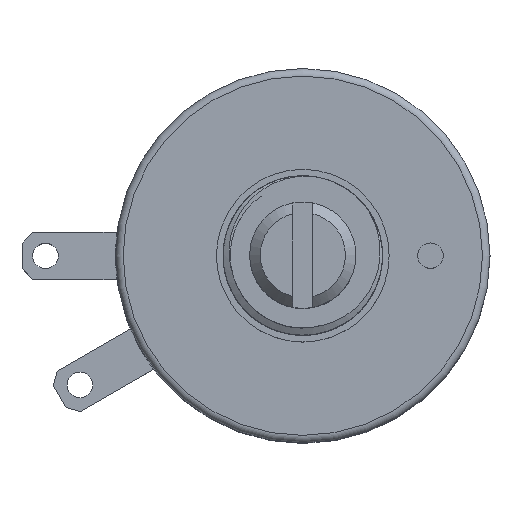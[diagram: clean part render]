
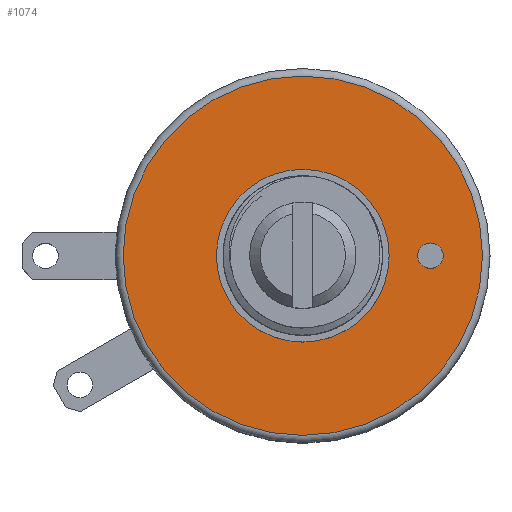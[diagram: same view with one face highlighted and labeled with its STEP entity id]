
A CAD part, top view. The second image highlights one B-rep face of the part: STEP entity #1074.
In plain terms, the highlighted planar face has unit normal (0, 0, 1).
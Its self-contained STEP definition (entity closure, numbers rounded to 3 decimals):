
#62=CIRCLE('',#1149,5.156);
#63=CIRCLE('',#1151,10.726);
#64=CIRCLE('',#1152,0.762);
#197=ORIENTED_EDGE('',*,*,#349,.T.);
#198=ORIENTED_EDGE('',*,*,#350,.T.);
#199=ORIENTED_EDGE('',*,*,#348,.T.);
#348=EDGE_CURVE('',#431,#431,#62,.T.);
#349=EDGE_CURVE('',#432,#432,#63,.F.);
#350=EDGE_CURVE('',#433,#433,#64,.T.);
#431=VERTEX_POINT('',#2192);
#432=VERTEX_POINT('',#2195);
#433=VERTEX_POINT('',#2197);
#597=EDGE_LOOP('',(#197));
#598=EDGE_LOOP('',(#198));
#599=EDGE_LOOP('',(#199));
#665=FACE_BOUND('',#597,.T.);
#666=FACE_BOUND('',#598,.T.);
#667=FACE_BOUND('',#599,.T.);
#712=PLANE('',#1150);
#1074=ADVANCED_FACE('',(#665,#666,#667),#712,.F.);
#1149=AXIS2_PLACEMENT_3D('',#2191,#1315,#1316);
#1150=AXIS2_PLACEMENT_3D('',#2193,#1317,#1318);
#1151=AXIS2_PLACEMENT_3D('',#2194,#1319,#1320);
#1152=AXIS2_PLACEMENT_3D('',#2196,#1321,#1322);
#1315=DIRECTION('',(0.,0.,-1.));
#1316=DIRECTION('',(-1.,0.,0.));
#1317=DIRECTION('',(0.,0.,-1.));
#1318=DIRECTION('',(-1.,0.,0.));
#1319=DIRECTION('',(0.,0.,-1.));
#1320=DIRECTION('',(-1.,0.,0.));
#1321=DIRECTION('',(0.,0.,-1.));
#1322=DIRECTION('',(1.,0.,0.));
#2191=CARTESIAN_POINT('',(0.,0.,19.05));
#2192=CARTESIAN_POINT('',(-5.156,0.,19.05));
#2193=CARTESIAN_POINT('',(5.156,0.,19.05));
#2194=CARTESIAN_POINT('',(0.,0.,19.05));
#2195=CARTESIAN_POINT('',(-10.726,0.,19.05));
#2196=CARTESIAN_POINT('',(7.62,0.,19.05));
#2197=CARTESIAN_POINT('',(8.382,0.,19.05));
